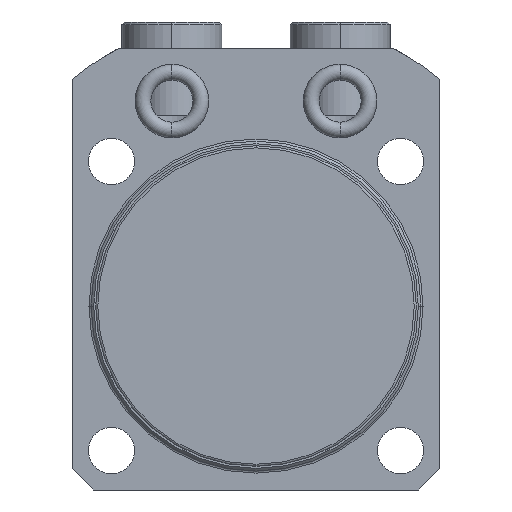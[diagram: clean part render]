
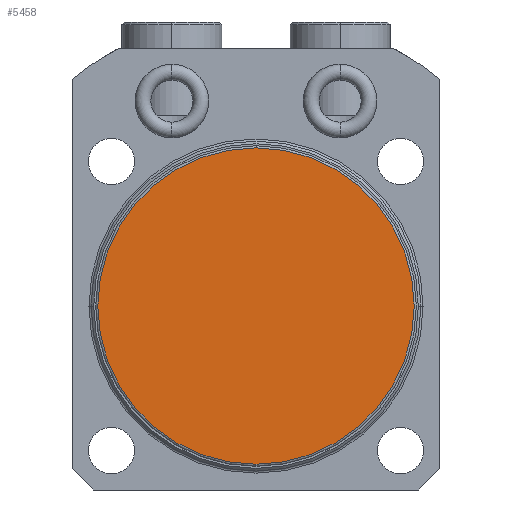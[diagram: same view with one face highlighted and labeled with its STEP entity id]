
A CAD part, front view. The second image highlights one B-rep face of the part: STEP entity #5458.
In plain terms, the highlighted planar face has unit normal (0, -1, 0).
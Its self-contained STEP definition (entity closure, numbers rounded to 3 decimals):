
#1879=CARTESIAN_POINT('',(0.,-77.5,0.));
#1880=DIRECTION('',(0.,-1.,0.));
#1881=DIRECTION('',(0.,0.,1.));
#1882=AXIS2_PLACEMENT_3D('',#1879,#1880,#1881);
#1887=CARTESIAN_POINT('',(0.,-77.5,0.));
#1888=DIRECTION('',(0.,-1.,0.));
#1889=DIRECTION('',(0.,0.,-1.));
#1890=AXIS2_PLACEMENT_3D('',#1887,#1888,#1889);
#4171=CARTESIAN_POINT('',(0.,-77.5,30.1));
#4172=CARTESIAN_POINT('',(0.,-77.5,-30.1));
#4173=VERTEX_POINT('',#4171);
#4174=VERTEX_POINT('',#4172);
#5448=CARTESIAN_POINT('',(0.,-77.5,0.));
#5449=DIRECTION('',(0.,-1.,0.));
#5450=DIRECTION('',(0.,0.,-1.));
#5451=AXIS2_PLACEMENT_3D('',#5448,#5449,#5450);
#5452=PLANE('',#5451);
#5454=ORIENTED_EDGE('',*,*,#5453,.F.);
#5455=ORIENTED_EDGE('',*,*,#5438,.F.);
#5456=EDGE_LOOP('',(#5454,#5455));
#5457=FACE_OUTER_BOUND('',#5456,.F.);
#1883=CIRCLE('',#1882,30.1);
#1891=CIRCLE('',#1890,30.1);
#5438=EDGE_CURVE('',#4174,#4173,#1891,.T.);
#5453=EDGE_CURVE('',#4173,#4174,#1883,.T.);
#5458=ADVANCED_FACE('',(#5457),#5452,.T.);
